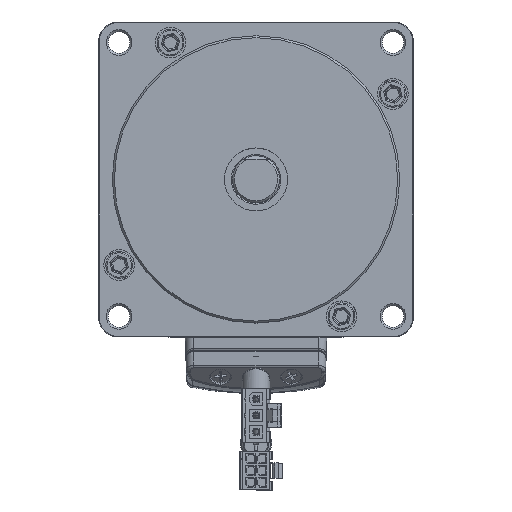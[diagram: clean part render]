
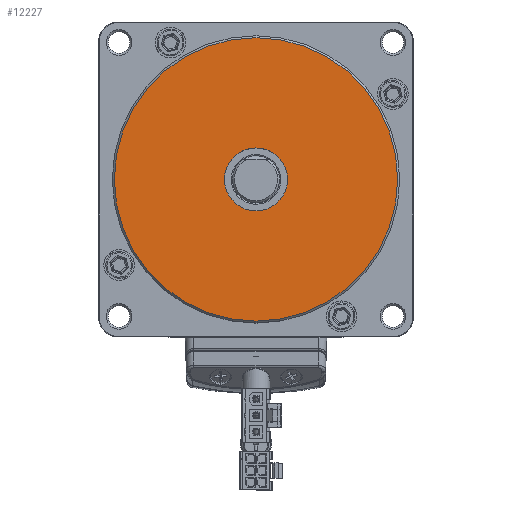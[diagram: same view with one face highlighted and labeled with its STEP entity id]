
A CAD part, top view. The second image highlights one B-rep face of the part: STEP entity #12227.
In plain terms, the highlighted planar face has unit normal (0, 0, 1).
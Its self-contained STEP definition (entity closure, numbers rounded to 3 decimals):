
#1061 = CARTESIAN_POINT ( 'NONE',  ( -9.886, 16.753, 40.57 ) ) ;
#1062 = PLANE ( 'NONE',  #30277 ) ;
#1067 = DIRECTION ( 'NONE',  ( 0., 0., 1. ) ) ;
#1068 = DIRECTION ( 'NONE',  ( 0., -1., 0. ) ) ;
#2344 = CARTESIAN_POINT ( 'NONE',  ( -9.886, -27.247, 40.57 ) ) ;
#2455 = CARTESIAN_POINT ( 'NONE',  ( -9.886, 16.753, 40.57 ) ) ;
#2672 = VERTEX_POINT ( 'NONE', #17663 ) ;
#2728 = VERTEX_POINT ( 'NONE', #17719 ) ;
#3915 = EDGE_LOOP ( 'NONE', ( #4670, #4671 ) ) ;
#3923 = EDGE_LOOP ( 'NONE', ( #4672, #4673 ) ) ;
#4670 = ORIENTED_EDGE ( 'NONE', *, *, #8948, .T. ) ;
#4671 = ORIENTED_EDGE ( 'NONE', *, *, #8980, .T. ) ;
#4672 = ORIENTED_EDGE ( 'NONE', *, *, #8950, .T. ) ;
#4673 = ORIENTED_EDGE ( 'NONE', *, *, #8977, .T. ) ;
#8948 = EDGE_CURVE ( 'NONE', #2672, #13199, #26540, .T. ) ;
#8950 = EDGE_CURVE ( 'NONE', #13406, #2728, #26542, .T. ) ;
#8977 = EDGE_CURVE ( 'NONE', #2728, #13406, #26570, .T. ) ;
#8980 = EDGE_CURVE ( 'NONE', #13199, #2672, #26572, .T. ) ;
#10107 = AXIS2_PLACEMENT_3D ( 'NONE', #27913, #27914, #27915 ) ;
#10109 = AXIS2_PLACEMENT_3D ( 'NONE', #27921, #27922, #27923 ) ;
#10120 = AXIS2_PLACEMENT_3D ( 'NONE', #27992, #27993, #27994 ) ;
#10121 = AXIS2_PLACEMENT_3D ( 'NONE', #28000, #28001, #28002 ) ;
#12227 = ADVANCED_FACE ( 'NONE', ( #31873, #31892 ), #1062, .T. ) ;
#13199 = VERTEX_POINT ( 'NONE', #2344 ) ;
#13406 = VERTEX_POINT ( 'NONE', #2455 ) ;
#17663 = CARTESIAN_POINT ( 'NONE',  ( -9.886, 44.753, 40.57 ) ) ;
#17719 = CARTESIAN_POINT ( 'NONE',  ( -9.886, 0.753, 40.57 ) ) ;
#26540 = CIRCLE ( 'NONE', #10107, 36. ) ;
#26542 = CIRCLE ( 'NONE', #10109, 8. ) ;
#26570 = CIRCLE ( 'NONE', #10120, 8. ) ;
#26572 = CIRCLE ( 'NONE', #10121, 36. ) ;
#27913 = CARTESIAN_POINT ( 'NONE',  ( -9.886, 8.753, 40.57 ) ) ;
#27914 = DIRECTION ( 'NONE',  ( 0., 0., 1. ) ) ;
#27915 = DIRECTION ( 'NONE',  ( 0., -1., 0. ) ) ;
#27921 = CARTESIAN_POINT ( 'NONE',  ( -9.886, 8.753, 40.57 ) ) ;
#27922 = DIRECTION ( 'NONE',  ( 0., 0., -1. ) ) ;
#27923 = DIRECTION ( 'NONE',  ( 0., 1., 0. ) ) ;
#27992 = CARTESIAN_POINT ( 'NONE',  ( -9.886, 8.753, 40.57 ) ) ;
#27993 = DIRECTION ( 'NONE',  ( 0., 0., -1. ) ) ;
#27994 = DIRECTION ( 'NONE',  ( 0., 1., 0. ) ) ;
#28000 = CARTESIAN_POINT ( 'NONE',  ( -9.886, 8.753, 40.57 ) ) ;
#28001 = DIRECTION ( 'NONE',  ( 0., 0., 1. ) ) ;
#28002 = DIRECTION ( 'NONE',  ( 0., -1., 0. ) ) ;
#30277 = AXIS2_PLACEMENT_3D ( 'NONE', #1061, #1067, #1068 ) ;
#31873 = FACE_OUTER_BOUND ( 'NONE', #3915, .T. ) ;
#31892 = FACE_BOUND ( 'NONE', #3923, .T. ) ;
